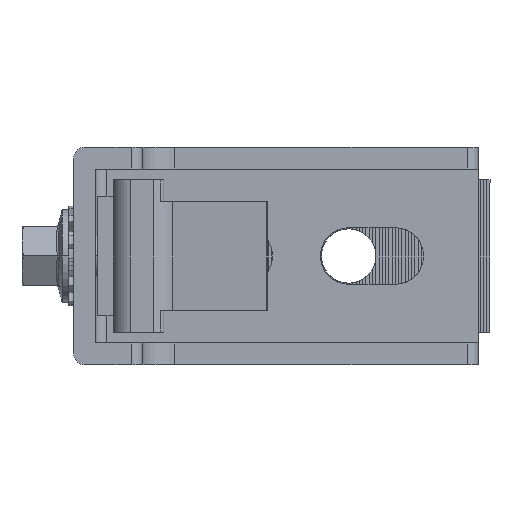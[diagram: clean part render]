
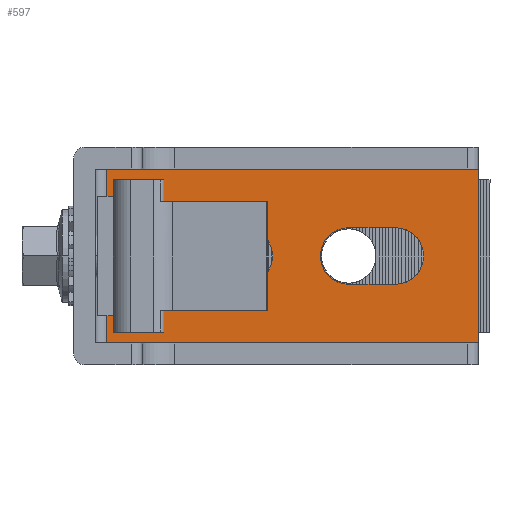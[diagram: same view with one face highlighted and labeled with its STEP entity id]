
A CAD part, front view. The second image highlights one B-rep face of the part: STEP entity #597.
In plain terms, the highlighted face is planar.
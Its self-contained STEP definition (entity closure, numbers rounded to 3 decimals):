
#68 = CARTESIAN_POINT ( 'NONE',  ( 3., 2., 2. ) ) ;
#220 = CARTESIAN_POINT ( 'NONE',  ( 29.6, 2., 7.4 ) ) ;
#223 = VERTEX_POINT ( 'NONE', #14060 ) ;
#597 = ADVANCED_FACE ( 'NONE', ( #37854, #2832, #20227 ), #42001, .F. ) ;
#795 = VECTOR ( 'NONE', #8170, 1000. ) ;
#950 = EDGE_CURVE ( 'NONE', #23392, #5964, #7373, .T. ) ;
#1250 = AXIS2_PLACEMENT_3D ( 'NONE', #34371, #16743, #31362 ) ;
#2420 = DIRECTION ( 'NONE',  ( 0., 1., 0. ) ) ;
#2832 = FACE_BOUND ( 'NONE', #35025, .T. ) ;
#3392 = AXIS2_PLACEMENT_3D ( 'NONE', #31678, #10109, #45779 ) ;
#3434 = VERTEX_POINT ( 'NONE', #8357 ) ;
#3660 = DIRECTION ( 'NONE',  ( -1., 0., 0. ) ) ;
#3756 = VERTEX_POINT ( 'NONE', #45367 ) ;
#3821 = ORIENTED_EDGE ( 'NONE', *, *, #41877, .F. ) ;
#4038 = ORIENTED_EDGE ( 'NONE', *, *, #36066, .F. ) ;
#4231 = VECTOR ( 'NONE', #3660, 1000. ) ;
#4409 = AXIS2_PLACEMENT_3D ( 'NONE', #34192, #2420, #16562 ) ;
#5964 = VERTEX_POINT ( 'NONE', #68 ) ;
#7241 = VERTEX_POINT ( 'NONE', #26923 ) ;
#7277 = ORIENTED_EDGE ( 'NONE', *, *, #33360, .F. ) ;
#7281 = VERTEX_POINT ( 'NONE', #19969 ) ;
#7373 = LINE ( 'NONE', #42364, #4231 ) ;
#8035 = ORIENTED_EDGE ( 'NONE', *, *, #33488, .T. ) ;
#8170 = DIRECTION ( 'NONE',  ( 1., 0., 0. ) ) ;
#8196 = LINE ( 'NONE', #36006, #35570 ) ;
#8357 = CARTESIAN_POINT ( 'NONE',  ( 25.3, 2., 12.6 ) ) ;
#8528 = DIRECTION ( 'NONE',  ( 1., 0., 0. ) ) ;
#8554 = CIRCLE ( 'NONE', #45515, 2.6 ) ;
#8798 = VECTOR ( 'NONE', #8528, 1000. ) ;
#8926 = EDGE_CURVE ( 'NONE', #10412, #16042, #18962, .T. ) ;
#9029 = CARTESIAN_POINT ( 'NONE',  ( 37.2, 2., 18. ) ) ;
#9563 = CIRCLE ( 'NONE', #4409, 2.6 ) ;
#10109 = DIRECTION ( 'NONE',  ( 0., 1., 0. ) ) ;
#10412 = VERTEX_POINT ( 'NONE', #15256 ) ;
#11612 = CARTESIAN_POINT ( 'NONE',  ( 29.6, 2., 12.6 ) ) ;
#11871 = LINE ( 'NONE', #36214, #795 ) ;
#11940 = ORIENTED_EDGE ( 'NONE', *, *, #15759, .F. ) ;
#12219 = CARTESIAN_POINT ( 'NONE',  ( 15.7, 2., 7.4 ) ) ;
#12274 = DIRECTION ( 'NONE',  ( 0., 0., -1. ) ) ;
#12477 = CARTESIAN_POINT ( 'NONE',  ( 25.3, 2., 10. ) ) ;
#13707 = EDGE_CURVE ( 'NONE', #7241, #23392, #24386, .T. ) ;
#13820 = DIRECTION ( 'NONE',  ( 0., 0., 1. ) ) ;
#14060 = CARTESIAN_POINT ( 'NONE',  ( 11.4, 2., 12.6 ) ) ;
#15241 = DIRECTION ( 'NONE',  ( -1., 0., 0. ) ) ;
#15256 = CARTESIAN_POINT ( 'NONE',  ( 15.7, 2., 12.6 ) ) ;
#15538 = LINE ( 'NONE', #9029, #16962 ) ;
#15718 = ORIENTED_EDGE ( 'NONE', *, *, #32885, .F. ) ;
#15759 = EDGE_CURVE ( 'NONE', #25413, #3756, #21778, .T. ) ;
#15900 = AXIS2_PLACEMENT_3D ( 'NONE', #45557, #24722, #13820 ) ;
#16032 = VERTEX_POINT ( 'NONE', #27304 ) ;
#16042 = VERTEX_POINT ( 'NONE', #34718 ) ;
#16562 = DIRECTION ( 'NONE',  ( 0., 0., 1. ) ) ;
#16743 = DIRECTION ( 'NONE',  ( 0., -1., 0. ) ) ;
#16794 = ORIENTED_EDGE ( 'NONE', *, *, #35718, .T. ) ;
#16962 = VECTOR ( 'NONE', #12274, 1000. ) ;
#17243 = LINE ( 'NONE', #40908, #19909 ) ;
#17449 = EDGE_LOOP ( 'NONE', ( #23345, #16794, #8035, #41423, #4038, #29102 ) ) ;
#18840 = DIRECTION ( 'NONE',  ( 1., 0., 0. ) ) ;
#18962 = CIRCLE ( 'NONE', #3392, 2.6 ) ;
#19909 = VECTOR ( 'NONE', #37431, 1000. ) ;
#19969 = CARTESIAN_POINT ( 'NONE',  ( 3., 2., 18. ) ) ;
#20227 = FACE_OUTER_BOUND ( 'NONE', #17449, .T. ) ;
#20293 = VECTOR ( 'NONE', #35924, 1000. ) ;
#21586 = EDGE_CURVE ( 'NONE', #223, #10412, #8196, .T. ) ;
#21778 = LINE ( 'NONE', #220, #20293 ) ;
#23157 = VERTEX_POINT ( 'NONE', #11612 ) ;
#23345 = ORIENTED_EDGE ( 'NONE', *, *, #950, .T. ) ;
#23392 = VERTEX_POINT ( 'NONE', #44694 ) ;
#24386 = LINE ( 'NONE', #34830, #30541 ) ;
#24437 = VERTEX_POINT ( 'NONE', #36247 ) ;
#24722 = DIRECTION ( 'NONE',  ( 0., 1., 0. ) ) ;
#25413 = VERTEX_POINT ( 'NONE', #44815 ) ;
#25929 = LINE ( 'NONE', #33565, #8798 ) ;
#26055 = DIRECTION ( 'NONE',  ( 0., 0., 1. ) ) ;
#26923 = CARTESIAN_POINT ( 'NONE',  ( 6.3, 2., 2. ) ) ;
#27304 = CARTESIAN_POINT ( 'NONE',  ( 11.4, 2., 7.4 ) ) ;
#27556 = VERTEX_POINT ( 'NONE', #30791 ) ;
#27593 = ORIENTED_EDGE ( 'NONE', *, *, #38898, .F. ) ;
#28101 = EDGE_LOOP ( 'NONE', ( #11940, #7277, #15718, #34881 ) ) ;
#29102 = ORIENTED_EDGE ( 'NONE', *, *, #13707, .T. ) ;
#29544 = LINE ( 'NONE', #43667, #37751 ) ;
#30541 = VECTOR ( 'NONE', #30900, 1000. ) ;
#30791 = CARTESIAN_POINT ( 'NONE',  ( 37.2, 2., 18. ) ) ;
#30900 = DIRECTION ( 'NONE',  ( 0., 0., -1. ) ) ;
#31204 = EDGE_CURVE ( 'NONE', #27556, #24437, #15538, .T. ) ;
#31237 = VECTOR ( 'NONE', #15241, 1000. ) ;
#31362 = DIRECTION ( 'NONE',  ( 0., 0., -1. ) ) ;
#31678 = CARTESIAN_POINT ( 'NONE',  ( 15.7, 2., 10. ) ) ;
#32885 = EDGE_CURVE ( 'NONE', #3434, #23157, #25929, .T. ) ;
#33360 = EDGE_CURVE ( 'NONE', #23157, #25413, #9563, .T. ) ;
#33488 = EDGE_CURVE ( 'NONE', #7281, #27556, #17243, .T. ) ;
#33565 = CARTESIAN_POINT ( 'NONE',  ( 29.6, 2., 12.6 ) ) ;
#33581 = DIRECTION ( 'NONE',  ( 0., 0., 1. ) ) ;
#34192 = CARTESIAN_POINT ( 'NONE',  ( 29.6, 2., 10. ) ) ;
#34371 = CARTESIAN_POINT ( 'NONE',  ( 2.2, 2., 18. ) ) ;
#34718 = CARTESIAN_POINT ( 'NONE',  ( 15.7, 2., 7.4 ) ) ;
#34830 = CARTESIAN_POINT ( 'NONE',  ( 6.3, 2., 18. ) ) ;
#34881 = ORIENTED_EDGE ( 'NONE', *, *, #42729, .F. ) ;
#35025 = EDGE_LOOP ( 'NONE', ( #27593, #37463, #44986, #3821 ) ) ;
#35570 = VECTOR ( 'NONE', #18840, 1000. ) ;
#35718 = EDGE_CURVE ( 'NONE', #5964, #7281, #29544, .T. ) ;
#35924 = DIRECTION ( 'NONE',  ( -1., 0., 0. ) ) ;
#36006 = CARTESIAN_POINT ( 'NONE',  ( 15.7, 2., 12.6 ) ) ;
#36066 = EDGE_CURVE ( 'NONE', #7241, #24437, #11871, .T. ) ;
#36214 = CARTESIAN_POINT ( 'NONE',  ( 2.2, 2., 2. ) ) ;
#36247 = CARTESIAN_POINT ( 'NONE',  ( 37.2, 2., 2. ) ) ;
#37431 = DIRECTION ( 'NONE',  ( 1., 0., 0. ) ) ;
#37463 = ORIENTED_EDGE ( 'NONE', *, *, #8926, .F. ) ;
#37751 = VECTOR ( 'NONE', #26055, 1000. ) ;
#37854 = FACE_BOUND ( 'NONE', #28101, .T. ) ;
#38898 = EDGE_CURVE ( 'NONE', #16042, #16032, #43964, .T. ) ;
#39600 = CIRCLE ( 'NONE', #15900, 2.6 ) ;
#40908 = CARTESIAN_POINT ( 'NONE',  ( 2.2, 2., 18. ) ) ;
#41423 = ORIENTED_EDGE ( 'NONE', *, *, #31204, .T. ) ;
#41877 = EDGE_CURVE ( 'NONE', #16032, #223, #39600, .T. ) ;
#42001 = PLANE ( 'NONE',  #1250 ) ;
#42364 = CARTESIAN_POINT ( 'NONE',  ( 6.3, 2., 2. ) ) ;
#42729 = EDGE_CURVE ( 'NONE', #3756, #3434, #8554, .T. ) ;
#43667 = CARTESIAN_POINT ( 'NONE',  ( 3., 2., 18. ) ) ;
#43964 = LINE ( 'NONE', #12219, #31237 ) ;
#44452 = DIRECTION ( 'NONE',  ( 0., 1., 0. ) ) ;
#44694 = CARTESIAN_POINT ( 'NONE',  ( 6.3, 2., 2. ) ) ;
#44815 = CARTESIAN_POINT ( 'NONE',  ( 29.6, 2., 7.4 ) ) ;
#44986 = ORIENTED_EDGE ( 'NONE', *, *, #21586, .F. ) ;
#45367 = CARTESIAN_POINT ( 'NONE',  ( 25.3, 2., 7.4 ) ) ;
#45515 = AXIS2_PLACEMENT_3D ( 'NONE', #12477, #44452, #33581 ) ;
#45557 = CARTESIAN_POINT ( 'NONE',  ( 11.4, 2., 10. ) ) ;
#45779 = DIRECTION ( 'NONE',  ( 0., 0., 1. ) ) ;
